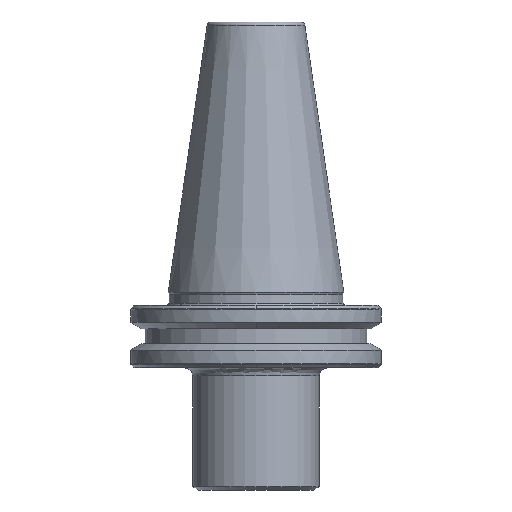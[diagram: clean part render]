
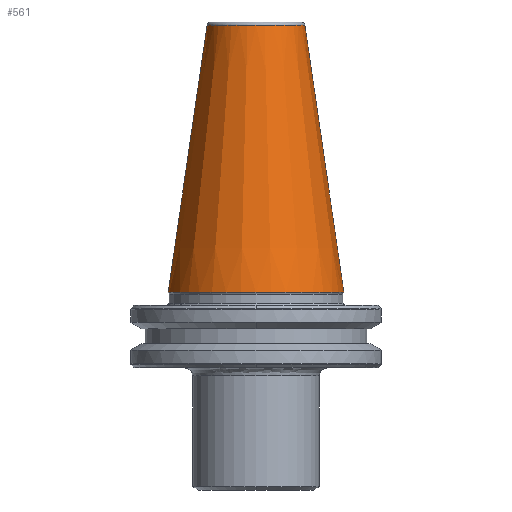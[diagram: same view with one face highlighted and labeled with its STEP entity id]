
A CAD part, front view. The second image highlights one B-rep face of the part: STEP entity #561.
In plain terms, the highlighted conical face has half-angle 8.297 degrees and reference radius 22.225 mm.
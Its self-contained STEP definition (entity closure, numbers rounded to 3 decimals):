
#49 = VERTEX_POINT ( 'NONE', #1449 ) ;
#183 = VERTEX_POINT ( 'NONE', #1882 ) ;
#188 = CARTESIAN_POINT ( 'NONE',  ( 0., 0., 67.544 ) ) ;
#207 = CARTESIAN_POINT ( 'NONE',  ( -22.225, 0., 0. ) ) ;
#224 = CIRCLE ( 'NONE', #1425, 22.225 ) ;
#360 = EDGE_LOOP ( 'NONE', ( #491, #1613, #2373, #1432 ) ) ;
#448 = EDGE_CURVE ( 'NONE', #183, #49, #1281, .T. ) ;
#491 = ORIENTED_EDGE ( 'NONE', *, *, #3017, .F. ) ;
#514 = DIRECTION ( 'NONE',  ( -0.144, 0., -0.99 ) ) ;
#516 = CARTESIAN_POINT ( 'NONE',  ( -22.225, 0., 0. ) ) ;
#561 = ADVANCED_FACE ( 'NONE', ( #2214 ), #1195, .T. ) ;
#966 = EDGE_CURVE ( 'NONE', #49, #2074, #1838, .T. ) ;
#1195 = CONICAL_SURFACE ( 'NONE', #1662, 22.225, 0.145 ) ;
#1273 = EDGE_CURVE ( 'NONE', #2074, #2623, #224, .T. ) ;
#1281 = CIRCLE ( 'NONE', #1753, 12.375 ) ;
#1425 = AXIS2_PLACEMENT_3D ( 'NONE', #1616, #2131, #1665 ) ;
#1432 = ORIENTED_EDGE ( 'NONE', *, *, #1273, .T. ) ;
#1449 = CARTESIAN_POINT ( 'NONE',  ( -12.375, 0., 67.544 ) ) ;
#1510 = DIRECTION ( 'NONE',  ( -1., 0., 0. ) ) ;
#1611 = DIRECTION ( 'NONE',  ( 0., 0., -1. ) ) ;
#1613 = ORIENTED_EDGE ( 'NONE', *, *, #448, .T. ) ;
#1616 = CARTESIAN_POINT ( 'NONE',  ( 0., 0., 0. ) ) ;
#1640 = DIRECTION ( 'NONE',  ( -1., 0., 0. ) ) ;
#1662 = AXIS2_PLACEMENT_3D ( 'NONE', #2089, #2711, #1640 ) ;
#1665 = DIRECTION ( 'NONE',  ( -1., 0., 0. ) ) ;
#1753 = AXIS2_PLACEMENT_3D ( 'NONE', #188, #1611, #1510 ) ;
#1838 = LINE ( 'NONE', #516, #2140 ) ;
#1882 = CARTESIAN_POINT ( 'NONE',  ( 12.375, 0., 67.544 ) ) ;
#2074 = VERTEX_POINT ( 'NONE', #207 ) ;
#2089 = CARTESIAN_POINT ( 'NONE',  ( 0., 0., 0. ) ) ;
#2131 = DIRECTION ( 'NONE',  ( 0., 0., 1. ) ) ;
#2140 = VECTOR ( 'NONE', #514, 1000. ) ;
#2164 = VECTOR ( 'NONE', #2313, 1000. ) ;
#2193 = CARTESIAN_POINT ( 'NONE',  ( 22.225, 0., 0. ) ) ;
#2213 = LINE ( 'NONE', #2963, #2164 ) ;
#2214 = FACE_OUTER_BOUND ( 'NONE', #360, .T. ) ;
#2313 = DIRECTION ( 'NONE',  ( 0.144, 0., -0.99 ) ) ;
#2373 = ORIENTED_EDGE ( 'NONE', *, *, #966, .T. ) ;
#2623 = VERTEX_POINT ( 'NONE', #2193 ) ;
#2711 = DIRECTION ( 'NONE',  ( 0., 0., -1. ) ) ;
#2963 = CARTESIAN_POINT ( 'NONE',  ( 22.225, 0., 0. ) ) ;
#3017 = EDGE_CURVE ( 'NONE', #183, #2623, #2213, .T. ) ;
